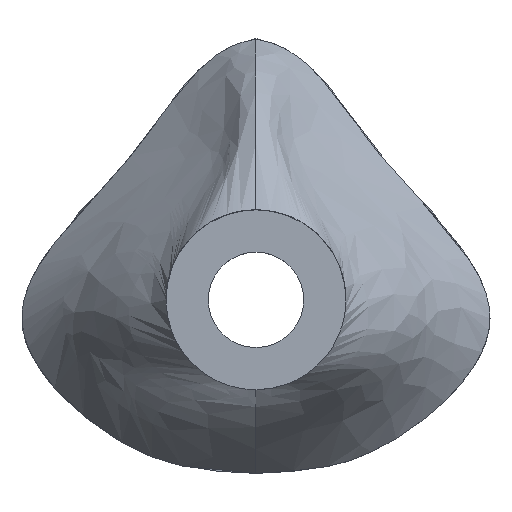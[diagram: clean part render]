
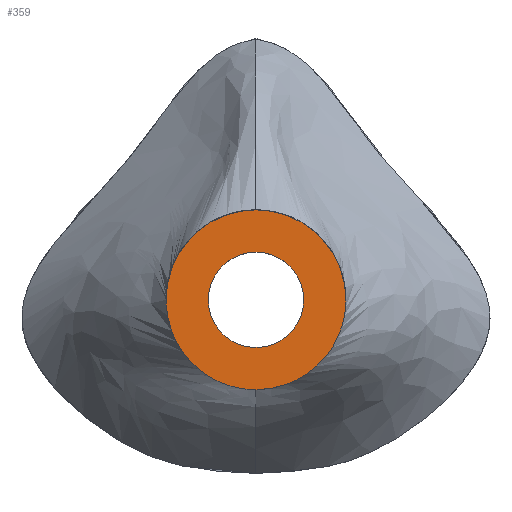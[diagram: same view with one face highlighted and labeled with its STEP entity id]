
A CAD part, top view. The second image highlights one B-rep face of the part: STEP entity #359.
In plain terms, the highlighted planar face has unit normal (0, 0, 1).
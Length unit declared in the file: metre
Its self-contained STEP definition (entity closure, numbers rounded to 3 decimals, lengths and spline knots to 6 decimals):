
#33=CIRCLE('',#400,0.01325);
#34=CIRCLE('',#402,0.025);
#39=PLANE('',#403);
#115=ORIENTED_EDGE('',*,*,#180,.F.);
#116=ORIENTED_EDGE('',*,*,#182,.T.);
#117=ORIENTED_EDGE('',*,*,#185,.T.);
#118=ORIENTED_EDGE('',*,*,#186,.T.);
#180=EDGE_CURVE('',#220,#220,#33,.T.);
#182=EDGE_CURVE('',#222,#221,#262,.T.);
#185=EDGE_CURVE('',#221,#223,#34,.T.);
#186=EDGE_CURVE('',#223,#222,#265,.T.);
#220=VERTEX_POINT('',#7326);
#221=VERTEX_POINT('',#7345);
#222=VERTEX_POINT('',#7353);
#223=VERTEX_POINT('',#7363);
#262=B_SPLINE_CURVE_WITH_KNOTS('',3,(#7346,#7347,#7348,#7349,#7350,#7351,
#7352),.UNSPECIFIED.,.F.,.F.,(4,1,1,1,4),(0.,0.124959,0.249918,
0.374877,0.499836),.UNSPECIFIED.);
#265=B_SPLINE_CURVE_WITH_KNOTS('',3,(#7379,#7380,#7381,#7382,#7383,#7384,
#7385),.UNSPECIFIED.,.F.,.F.,(4,1,1,1,4),(0.500171,0.625128,
0.750085,0.875043,1.),.UNSPECIFIED.);
#292=EDGE_LOOP('',(#115));
#293=EDGE_LOOP('',(#116,#117,#118));
#320=FACE_BOUND('',#292,.T.);
#321=FACE_BOUND('',#293,.T.);
#359=ADVANCED_FACE('',(#320,#321),#39,.T.);
#400=AXIS2_PLACEMENT_3D('',#7325,#427,#428);
#402=AXIS2_PLACEMENT_3D('',#7364,#431,#432);
#403=AXIS2_PLACEMENT_3D('',#7386,#433,#434);
#427=DIRECTION('',(0.,0.,1.));
#428=DIRECTION('',(1.,0.,0.));
#431=DIRECTION('',(0.,0.,1.));
#432=DIRECTION('',(1.,0.,0.));
#433=DIRECTION('',(0.,0.,1.));
#434=DIRECTION('',(1.,0.,0.));
#7325=CARTESIAN_POINT('',(0.,-0.006983,0.051));
#7326=CARTESIAN_POINT('',(0.01325,-0.006983,0.051));
#7345=CARTESIAN_POINT('',(0.025,-0.006969,0.051));
#7346=CARTESIAN_POINT('',(0.,-0.031956,0.051));
#7347=CARTESIAN_POINT('',(0.003273,-0.031956,0.051));
#7348=CARTESIAN_POINT('',(0.009812,-0.030655,0.051));
#7349=CARTESIAN_POINT('',(0.018133,-0.025099,0.051));
#7350=CARTESIAN_POINT('',(0.023694,-0.016779,0.051));
#7351=CARTESIAN_POINT('',(0.024998,-0.010245,0.051));
#7352=CARTESIAN_POINT('',(0.025,-0.006969,0.051));
#7353=CARTESIAN_POINT('',(0.,-0.031956,0.051));
#7363=CARTESIAN_POINT('',(-0.025,-0.00697,0.051));
#7364=CARTESIAN_POINT('',(0.,-0.006983,0.051));
#7379=CARTESIAN_POINT('',(-0.025,-0.00697,0.051));
#7380=CARTESIAN_POINT('',(-0.024998,-0.010242,0.051));
#7381=CARTESIAN_POINT('',(-0.023694,-0.016781,0.051));
#7382=CARTESIAN_POINT('',(-0.018133,-0.025099,0.051));
#7383=CARTESIAN_POINT('',(-0.009811,-0.030656,0.051));
#7384=CARTESIAN_POINT('',(-0.003275,-0.031956,0.051));
#7385=CARTESIAN_POINT('',(0.,-0.031956,0.051));
#7386=CARTESIAN_POINT('',(0.,-0.006967,0.051));
